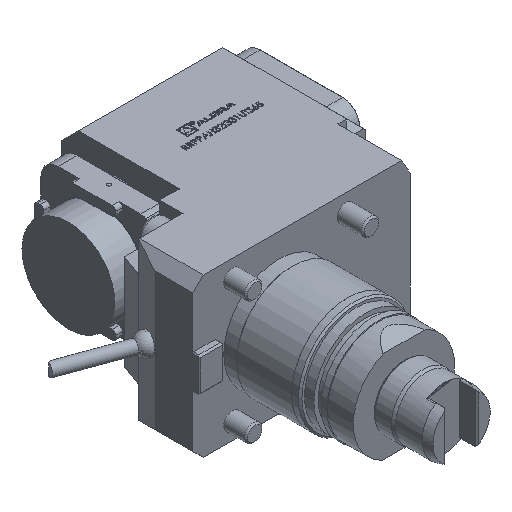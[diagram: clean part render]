
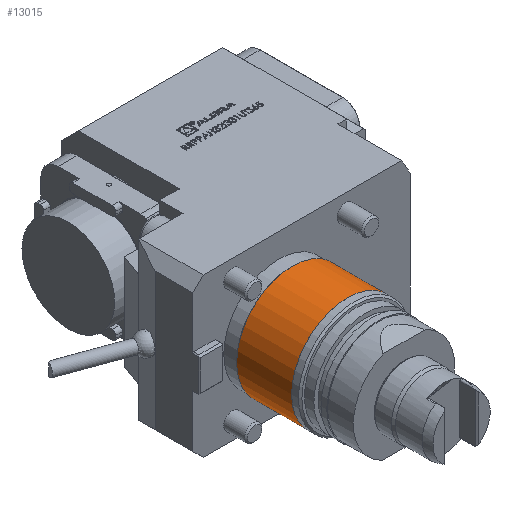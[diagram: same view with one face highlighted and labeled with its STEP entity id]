
A CAD part, isometric view. The second image highlights one B-rep face of the part: STEP entity #13015.
In plain terms, the highlighted cylindrical face has radius 32.5 mm (diameter 65 mm), a full revolution.
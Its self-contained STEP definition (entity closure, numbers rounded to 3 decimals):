
#282 = AXIS2_PLACEMENT_3D ( 'NONE', #17939, #13760, #22565 ) ;
#1072 = ORIENTED_EDGE ( 'NONE', *, *, #17168, .T. ) ;
#1848 = EDGE_LOOP ( 'NONE', ( #1072 ) ) ;
#2594 = EDGE_LOOP ( 'NONE', ( #12706 ) ) ;
#3112 = CARTESIAN_POINT ( 'NONE',  ( 0., 33., -32.5 ) ) ;
#4909 = FACE_OUTER_BOUND ( 'NONE', #2594, .T. ) ;
#6318 = AXIS2_PLACEMENT_3D ( 'NONE', #14856, #16897, #24092 ) ;
#8734 = DIRECTION ( 'NONE',  ( 0., -1., 0. ) ) ;
#9139 = FACE_OUTER_BOUND ( 'NONE', #1848, .T. ) ;
#12706 = ORIENTED_EDGE ( 'NONE', *, *, #15984, .F. ) ;
#13015 = ADVANCED_FACE ( 'Defeature completata1_27', ( #9139, #4909 ), #20410, .T. ) ;
#13760 = DIRECTION ( 'NONE',  ( 0., -1., 0. ) ) ;
#14856 = CARTESIAN_POINT ( 'NONE',  ( 0., 65., 0. ) ) ;
#15230 = DIRECTION ( 'NONE',  ( 0., 0., -1. ) ) ;
#15984 = EDGE_CURVE ( 'NONE', #27398, #27398, #18178, .T. ) ;
#16259 = CARTESIAN_POINT ( 'NONE',  ( 0., 65., -32.5 ) ) ;
#16897 = DIRECTION ( 'NONE',  ( 0., -1., 0. ) ) ;
#17168 = EDGE_CURVE ( 'NONE', #18409, #18409, #26633, .T. ) ;
#17939 = CARTESIAN_POINT ( 'NONE',  ( 0., 0., 0. ) ) ;
#18178 = CIRCLE ( 'NONE', #21879, 32.5 ) ;
#18409 = VERTEX_POINT ( 'NONE', #16259 ) ;
#20410 = CYLINDRICAL_SURFACE ( 'NONE', #282, 32.5 ) ;
#21879 = AXIS2_PLACEMENT_3D ( 'NONE', #21890, #8734, #15230 ) ;
#21890 = CARTESIAN_POINT ( 'NONE',  ( 0., 33., 0. ) ) ;
#22565 = DIRECTION ( 'NONE',  ( 0., 0., -1. ) ) ;
#24092 = DIRECTION ( 'NONE',  ( 0., 0., -1. ) ) ;
#26633 = CIRCLE ( 'NONE', #6318, 32.5 ) ;
#27398 = VERTEX_POINT ( 'NONE', #3112 ) ;
